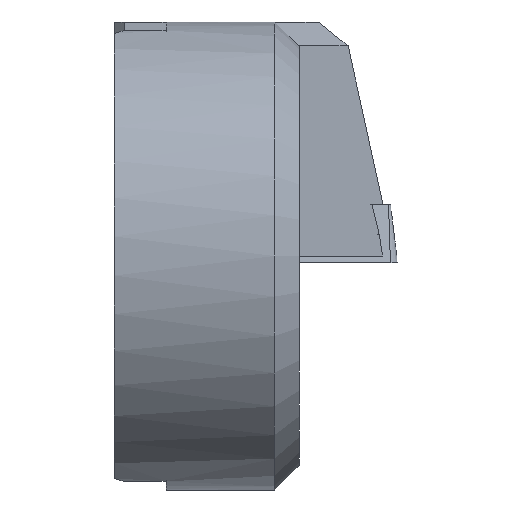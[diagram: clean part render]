
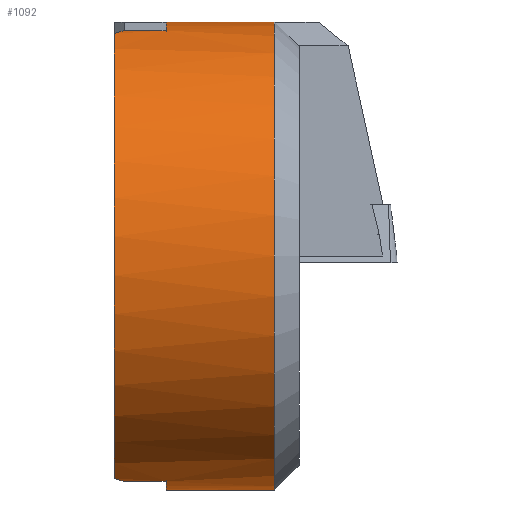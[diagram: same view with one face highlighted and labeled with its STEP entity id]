
A CAD part, left-side view. The second image highlights one B-rep face of the part: STEP entity #1092.
In plain terms, the highlighted cylindrical face has radius 9.5 mm (diameter 19 mm), a partial arc.
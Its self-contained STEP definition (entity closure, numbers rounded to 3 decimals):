
#536=EDGE_CURVE('NONE',#1372,#1364,#1546,.T.);
#622=EDGE_CURVE('NONE',#696,#1226,#1643,.T.);
#696=VERTEX_POINT('NONE',#1722);
#740=EDGE_CURVE('NONE',#1226,#1516,#1770,.T.);
#746=EDGE_CURVE('NONE',#1454,#1446,#1776,.T.);
#1042=EDGE_CURVE('NONE',#1340,#1454,#2107,.T.);
#1086=EDGE_CURVE('NONE',#1364,#1340,#2154,.T.);
#1092=ADVANCED_FACE('NONE',(#2160),#2161,.T.);
#1114=EDGE_CURVE('NONE',#1328,#1450,#2185,.T.);
#1138=EDGE_CURVE('NONE',#1450,#696,#2211,.T.);
#1224=EDGE_CURVE('',#1446,#1328,#2306,.T.);
#1226=VERTEX_POINT('NONE',#2308);
#1328=VERTEX_POINT('',#2421);
#1340=VERTEX_POINT('NONE',#2434);
#1364=VERTEX_POINT('NONE',#2461);
#1372=VERTEX_POINT('NONE',#2470);
#1398=EDGE_CURVE('NONE',#1516,#1372,#2496,.T.);
#1446=VERTEX_POINT('',#2551);
#1450=VERTEX_POINT('NONE',#2555);
#1454=VERTEX_POINT('NONE',#2559);
#1516=VERTEX_POINT('NONE',#2628);
#1546=CIRCLE('',#2654,9.5);
#1643=CIRCLE('',#2780,9.5);
#1722=CARTESIAN_POINT('',(0.0,-2.1,9.5));
#1770=LINE('',#2958,#2959);
#1776=CIRCLE('',#2970,9.5);
#2107=LINE('',#3412,#3413);
#2154=(B_SPLINE_CURVE(3,(#3482,#3483,#3484,#3485),.UNSPECIFIED.,.F.,.F.)B_SPLINE_CURVE_WITH_KNOTS((4,4),(1.255,1.299),.UNSPECIFIED.)RATIONAL_B_SPLINE_CURVE((1.0,1.,1.,1.0))BOUNDED_CURVE()REPRESENTATION_ITEM('')GEOMETRIC_REPRESENTATION_ITEM()CURVE());
#2160=FACE_OUTER_BOUND('',#3508,.T.);
#2161=CYLINDRICAL_SURFACE('',#3509,9.5);
#2185=CIRCLE('',#3547,9.5);
#2211=LINE('',#3583,#3584);
#2306=LINE('',#3720,#3721);
#2308=CARTESIAN_POINT('',(-2.55,-2.1,9.151));
#2421=CARTESIAN_POINT('',(0.,-6.5,-9.5));
#2434=CARTESIAN_POINT('',(-2.55,-0.4,-9.151));
#2461=CARTESIAN_POINT('',(-2.95,0.0,-9.03));
#2470=CARTESIAN_POINT('',(-2.95,0.0,9.03));
#2496=(B_SPLINE_CURVE(3,(#3996,#3997,#3998,#3999),.UNSPECIFIED.,.F.,.F.)B_SPLINE_CURVE_WITH_KNOTS((4,4),(4.984,5.028),.UNSPECIFIED.)RATIONAL_B_SPLINE_CURVE((1.0,1.,1.,1.0))BOUNDED_CURVE()REPRESENTATION_ITEM('')GEOMETRIC_REPRESENTATION_ITEM()CURVE());
#2551=CARTESIAN_POINT('',(0.,-2.1,-9.5));
#2555=CARTESIAN_POINT('',(0.0,-6.5,9.5));
#2559=CARTESIAN_POINT('',(-2.55,-2.1,-9.151));
#2628=CARTESIAN_POINT('',(-2.55,-0.4,9.151));
#2654=AXIS2_PLACEMENT_3D('',#4181,#4182,#4183);
#2780=AXIS2_PLACEMENT_3D('',#4300,#4301,#4302);
#2958=CARTESIAN_POINT('',(-2.55,-7.5,9.151));
#2959=VECTOR('',#4411,1000.0);
#2970=AXIS2_PLACEMENT_3D('',#4414,#4415,#4416);
#3412=CARTESIAN_POINT('',(-2.55,-7.5,-9.151));
#3413=VECTOR('',#4842,1000.0);
#3482=CARTESIAN_POINT('',(-2.95,0.0,-9.03));
#3483=CARTESIAN_POINT('',(-2.818,-0.132,-9.074));
#3484=CARTESIAN_POINT('',(-2.684,-0.266,-9.114));
#3485=CARTESIAN_POINT('',(-2.55,-0.4,-9.151));
#3508=EDGE_LOOP('',(#4891,#4892,#4893,#4894,#4895,#4896,#4897,#4898,#4899,#4900));
#3509=AXIS2_PLACEMENT_3D('',#4901,#4902,#4903);
#3547=AXIS2_PLACEMENT_3D('',#4929,#4930,#4931);
#3583=CARTESIAN_POINT('',(0.0,-7.5,9.5));
#3584=VECTOR('',#4955,1000.0);
#3720=CARTESIAN_POINT('',(0.,-3.25,-9.5));
#3721=VECTOR('',#5076,1.0);
#3996=CARTESIAN_POINT('',(-2.55,-0.4,9.151));
#3997=CARTESIAN_POINT('',(-2.684,-0.266,9.114));
#3998=CARTESIAN_POINT('',(-2.818,-0.132,9.074));
#3999=CARTESIAN_POINT('',(-2.95,0.0,9.03));
#4181=CARTESIAN_POINT('',(0.0,0.0,0.0));
#4182=DIRECTION('',(0.0,-1.0,0.0));
#4183=DIRECTION('',(0.0,0.0,-1.0));
#4300=CARTESIAN_POINT('',(0.0,-2.1,0.0));
#4301=DIRECTION('',(0.,-1.0,0.0));
#4302=DIRECTION('',(-1.0,0.,-0.0));
#4411=DIRECTION('',(-0.0,1.0,0.0));
#4414=CARTESIAN_POINT('',(0.0,-2.1,0.0));
#4415=DIRECTION('',(0.,-1.0,0.0));
#4416=DIRECTION('',(-1.0,0.,-0.0));
#4842=DIRECTION('',(0.0,-1.0,0.0));
#4891=ORIENTED_EDGE('',*,*,#1224,.T.);
#4892=ORIENTED_EDGE('',*,*,#1114,.T.);
#4893=ORIENTED_EDGE('',*,*,#1138,.T.);
#4894=ORIENTED_EDGE('',*,*,#622,.T.);
#4895=ORIENTED_EDGE('',*,*,#740,.T.);
#4896=ORIENTED_EDGE('',*,*,#1398,.T.);
#4897=ORIENTED_EDGE('',*,*,#536,.T.);
#4898=ORIENTED_EDGE('',*,*,#1086,.T.);
#4899=ORIENTED_EDGE('',*,*,#1042,.T.);
#4900=ORIENTED_EDGE('',*,*,#746,.T.);
#4901=CARTESIAN_POINT('',(0.0,-7.5,0.0));
#4902=DIRECTION('',(-0.0,1.0,-0.0));
#4903=DIRECTION('',(0.0,0.0,1.0));
#4929=CARTESIAN_POINT('',(0.0,-6.5,0.0));
#4930=DIRECTION('',(0.0,1.0,0.0));
#4931=DIRECTION('',(0.0,0.0,-1.0));
#4955=DIRECTION('',(0.0,1.0,0.0));
#5076=DIRECTION('',(0.0,-1.0,0.0));
